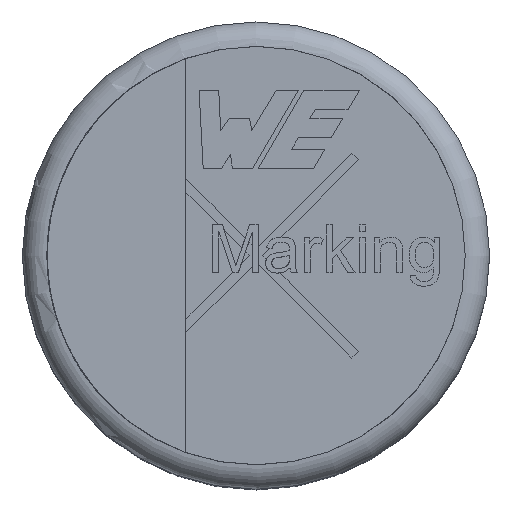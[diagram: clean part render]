
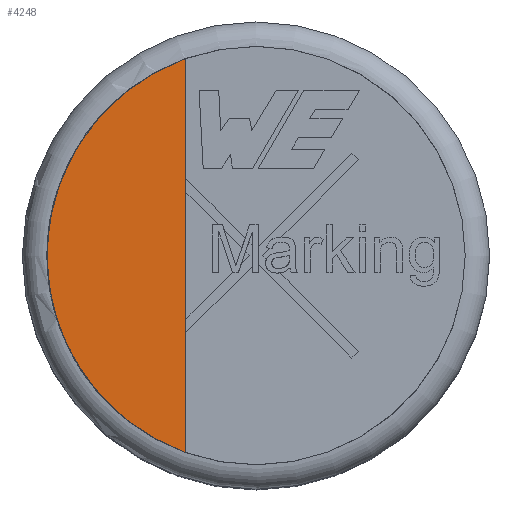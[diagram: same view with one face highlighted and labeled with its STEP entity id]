
A CAD part, top view. The second image highlights one B-rep face of the part: STEP entity #4248.
In plain terms, the highlighted planar face has unit normal (0, 0, 1).
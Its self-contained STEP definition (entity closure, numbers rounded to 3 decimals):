
#225=PLANE('',#4513);
#413=LINE('',#6215,#631);
#631=VECTOR('',#5011,1000.);
#1099=ORIENTED_EDGE('',*,*,#1813,.F.);
#1100=ORIENTED_EDGE('',*,*,#1815,.F.);
#1813=EDGE_CURVE('',#2198,#2199,#2358,.T.);
#1815=EDGE_CURVE('',#2199,#2198,#413,.T.);
#2198=VERTEX_POINT('',#6210);
#2199=VERTEX_POINT('',#6212);
#2358=CIRCLE('',#4511,4.477);
#2509=EDGE_LOOP('',(#1099,#1100));
#2764=FACE_BOUND('',#2509,.T.);
#4248=ADVANCED_FACE('',(#2764),#225,.F.);
#4511=AXIS2_PLACEMENT_3D('',#6211,#5006,#5007);
#4513=AXIS2_PLACEMENT_3D('',#6216,#5012,#5013);
#5006=DIRECTION('',(0.,0.,-1.));
#5007=DIRECTION('',(1.,0.,0.));
#5011=DIRECTION('',(0.,-1.,0.));
#5012=DIRECTION('',(0.,0.,-1.));
#5013=DIRECTION('',(-1.,0.,0.));
#6210=CARTESIAN_POINT('',(-1.5,-4.218,9.88));
#6211=CARTESIAN_POINT('',(0.,0.,9.88));
#6212=CARTESIAN_POINT('',(-1.5,4.218,9.88));
#6215=CARTESIAN_POINT('',(-1.5,4.218,9.88));
#6216=CARTESIAN_POINT('',(0.,0.,9.88));
